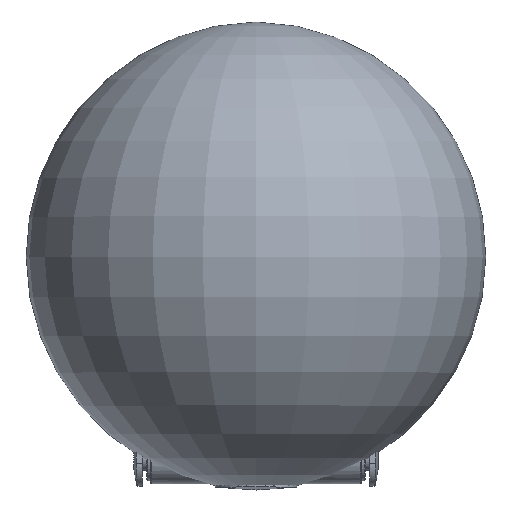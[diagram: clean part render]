
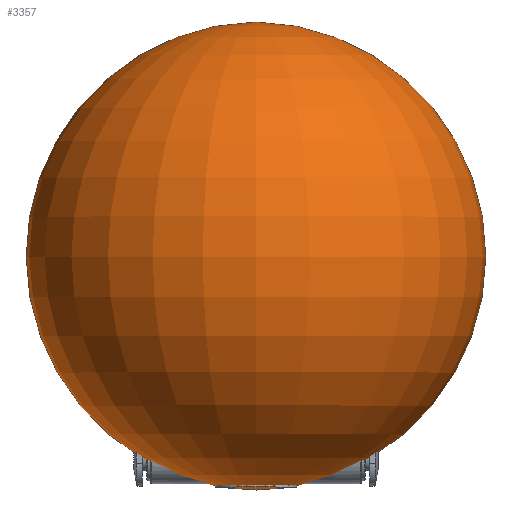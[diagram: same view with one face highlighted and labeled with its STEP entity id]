
A CAD part, top view. The second image highlights one B-rep face of the part: STEP entity #3357.
In plain terms, the highlighted toroidal (fillet/blend) face has major radius 0.661 mm and minor radius 40 mm.
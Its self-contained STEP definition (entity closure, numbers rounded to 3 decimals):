
#21=VERTEX_LOOP('',#1458);
#22=DEGENERATE_TOROIDAL_SURFACE('',#3567,0.661,40.,
 .T.);
#188=CIRCLE('',#3490,7.);
#493=ORIENTED_EDGE('',*,*,#1035,.T.);
#1035=EDGE_CURVE('',#1378,#1378,#188,.T.);
#1378=VERTEX_POINT('',#4536);
#1458=VERTEX_POINT('',#4927);
#1882=EDGE_LOOP('',(#493));
#2076=FACE_BOUND('',#1882,.T.);
#2077=FACE_BOUND('',#21,.T.);
#3357=ADVANCED_FACE('',(#2076,#2077),#22,.T.);
#3490=AXIS2_PLACEMENT_3D('',#4535,#3819,#3820);
#3567=AXIS2_PLACEMENT_3D('',#4926,#4003,#4004);
#3819=DIRECTION('',(0.,-1.,0.));
#3820=DIRECTION('',(0.,0.,-1.));
#4003=DIRECTION('',(0.,-1.,0.));
#4004=DIRECTION('',(0.,0.,-1.));
#4535=CARTESIAN_POINT('',(0.,0.5,0.));
#4536=CARTESIAN_POINT('',(0.,0.5,-7.));
#4926=CARTESIAN_POINT('',(0.,39.995,0.));
#4927=CARTESIAN_POINT('',(0.,0.,0.));
